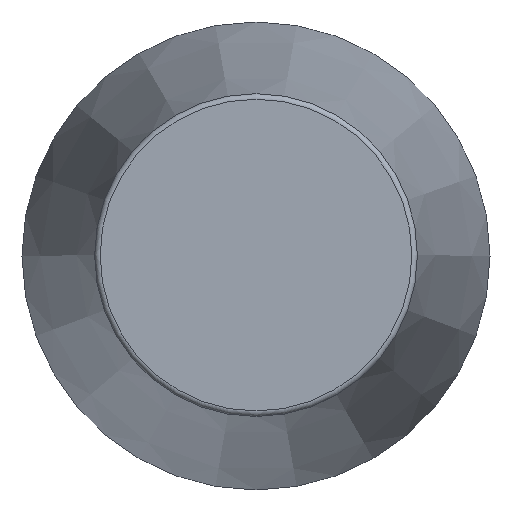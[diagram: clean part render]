
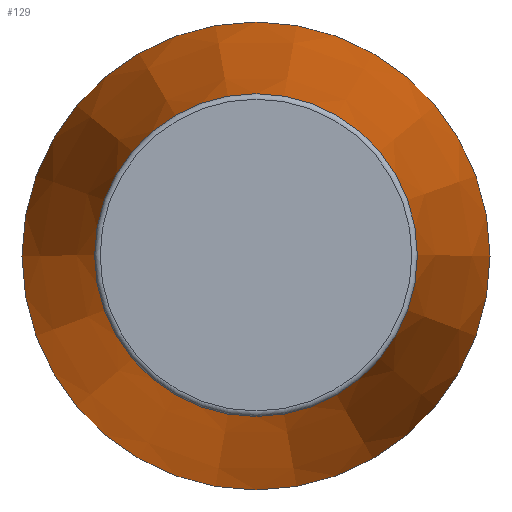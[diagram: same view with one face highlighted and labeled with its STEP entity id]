
A CAD part, top view. The second image highlights one B-rep face of the part: STEP entity #129.
In plain terms, the highlighted conical face has half-angle 8 degrees and reference radius 5.812 mm.
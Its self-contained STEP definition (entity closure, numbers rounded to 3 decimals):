
#129=ADVANCED_FACE('',(#146,#147),#143,.T.);
#143=CONICAL_SURFACE('',#299,5.812,8.);
#146=FACE_BOUND('',#170,.T.);
#147=FACE_BOUND('',#171,.T.);
#170=EDGE_LOOP('',(#196));
#171=EDGE_LOOP('',(#197));
#196=ORIENTED_EDGE('',*,*,#235,.F.);
#197=ORIENTED_EDGE('',*,*,#236,.F.);
#222=VERTEX_POINT('',#391);
#223=VERTEX_POINT('',#393);
#235=EDGE_CURVE('',#222,#222,#248,.T.);
#236=EDGE_CURVE('',#223,#223,#249,.T.);
#248=CIRCLE('',#297,8.428);
#249=CIRCLE('',#298,5.812);
#297=AXIS2_PLACEMENT_3D('',#390,#332,#333);
#298=AXIS2_PLACEMENT_3D('',#392,#334,#335);
#299=AXIS2_PLACEMENT_3D('',#394,#336,#337);
#332=DIRECTION('',(0.,0.,-1.));
#333=DIRECTION('',(1.,0.,0.));
#334=DIRECTION('',(0.,0.,1.));
#335=DIRECTION('',(1.,0.,0.));
#336=DIRECTION('',(0.,0.,-1.));
#337=DIRECTION('',(1.,0.,0.));
#390=CARTESIAN_POINT('',(0.,0.,-3.044));
#391=CARTESIAN_POINT('',(8.428,0.,-3.044));
#392=CARTESIAN_POINT('',(0.,0.,15.568));
#393=CARTESIAN_POINT('',(5.812,0.,15.568));
#394=CARTESIAN_POINT('',(0.,0.,15.568));
